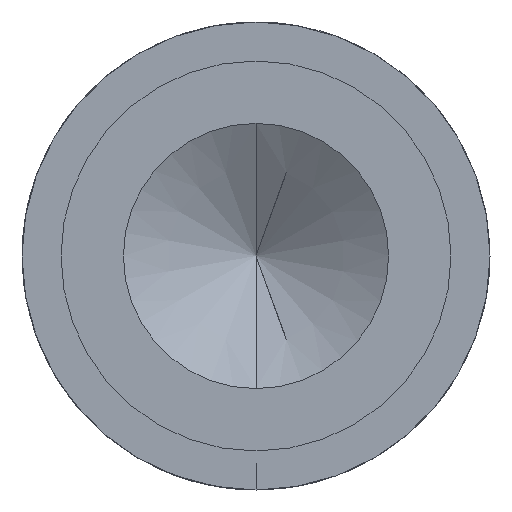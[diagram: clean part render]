
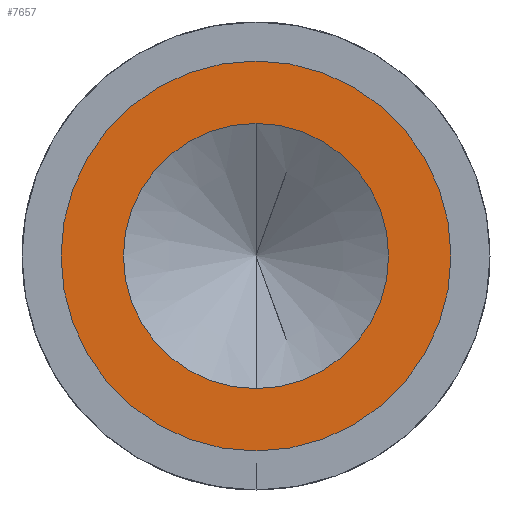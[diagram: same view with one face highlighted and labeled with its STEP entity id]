
A CAD part, left-side view. The second image highlights one B-rep face of the part: STEP entity #7657.
In plain terms, the highlighted planar face has unit normal (-1, 0, 0).
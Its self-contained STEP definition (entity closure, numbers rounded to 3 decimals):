
#208 = DIRECTION ( 'NONE',  ( -1., 0., 0. ) ) ;
#363 = CARTESIAN_POINT ( 'NONE',  ( 0., 0., 5. ) ) ;
#1168 = DIRECTION ( 'NONE',  ( 0., 0., 1. ) ) ;
#1264 = EDGE_CURVE ( 'NONE', #2183, #5290, #6281, .T. ) ;
#2183 = VERTEX_POINT ( 'NONE', #363 ) ;
#2204 = EDGE_LOOP ( 'NONE', ( #9413, #3915 ) ) ;
#2541 = EDGE_CURVE ( 'NONE', #5290, #2183, #8561, .T. ) ;
#2638 = AXIS2_PLACEMENT_3D ( 'NONE', #4204, #9494, #1168 ) ;
#2812 = EDGE_LOOP ( 'NONE', ( #10135, #9135 ) ) ;
#3624 = AXIS2_PLACEMENT_3D ( 'NONE', #4767, #8833, #3662 ) ;
#3653 = AXIS2_PLACEMENT_3D ( 'NONE', #5908, #12572, #7210 ) ;
#3662 = DIRECTION ( 'NONE',  ( 0., 0., 1. ) ) ;
#3770 = FACE_BOUND ( 'NONE', #2204, .T. ) ;
#3915 = ORIENTED_EDGE ( 'NONE', *, *, #4750, .F. ) ;
#4135 = VERTEX_POINT ( 'NONE', #12710 ) ;
#4204 = CARTESIAN_POINT ( 'NONE',  ( 0., 0., 0. ) ) ;
#4750 = EDGE_CURVE ( 'NONE', #11104, #4135, #5387, .T. ) ;
#4767 = CARTESIAN_POINT ( 'NONE',  ( 0., 0., 0. ) ) ;
#5060 = EDGE_CURVE ( 'NONE', #4135, #11104, #8912, .T. ) ;
#5290 = VERTEX_POINT ( 'NONE', #10799 ) ;
#5387 = CIRCLE ( 'NONE', #3624, 3.4 ) ;
#5908 = CARTESIAN_POINT ( 'NONE',  ( 0., 0., 0. ) ) ;
#6281 = CIRCLE ( 'NONE', #3653, 5. ) ;
#7210 = DIRECTION ( 'NONE',  ( 0., 0., 1. ) ) ;
#7657 = ADVANCED_FACE ( 'NONE', ( #3770, #11959 ), #10036, .F. ) ;
#7873 = CARTESIAN_POINT ( 'NONE',  ( 0., 0., -3.4 ) ) ;
#8438 = AXIS2_PLACEMENT_3D ( 'NONE', #12029, #9003, #12096 ) ;
#8561 = CIRCLE ( 'NONE', #2638, 5. ) ;
#8833 = DIRECTION ( 'NONE',  ( -1., 0., 0. ) ) ;
#8912 = CIRCLE ( 'NONE', #10654, 3.4 ) ;
#9003 = DIRECTION ( 'NONE',  ( 1., 0., 0. ) ) ;
#9135 = ORIENTED_EDGE ( 'NONE', *, *, #2541, .T. ) ;
#9413 = ORIENTED_EDGE ( 'NONE', *, *, #5060, .F. ) ;
#9433 = CARTESIAN_POINT ( 'NONE',  ( 0., 0., 0. ) ) ;
#9494 = DIRECTION ( 'NONE',  ( -1., 0., 0. ) ) ;
#10036 = PLANE ( 'NONE',  #8438 ) ;
#10135 = ORIENTED_EDGE ( 'NONE', *, *, #1264, .T. ) ;
#10654 = AXIS2_PLACEMENT_3D ( 'NONE', #9433, #208, #10668 ) ;
#10668 = DIRECTION ( 'NONE',  ( 0., 0., 1. ) ) ;
#10799 = CARTESIAN_POINT ( 'NONE',  ( 0., 0., -5. ) ) ;
#11104 = VERTEX_POINT ( 'NONE', #7873 ) ;
#11959 = FACE_OUTER_BOUND ( 'NONE', #2812, .T. ) ;
#12029 = CARTESIAN_POINT ( 'NONE',  ( 0., 0., 0. ) ) ;
#12096 = DIRECTION ( 'NONE',  ( 0., 0., -1. ) ) ;
#12572 = DIRECTION ( 'NONE',  ( -1., 0., 0. ) ) ;
#12710 = CARTESIAN_POINT ( 'NONE',  ( 0., 0., 3.4 ) ) ;
